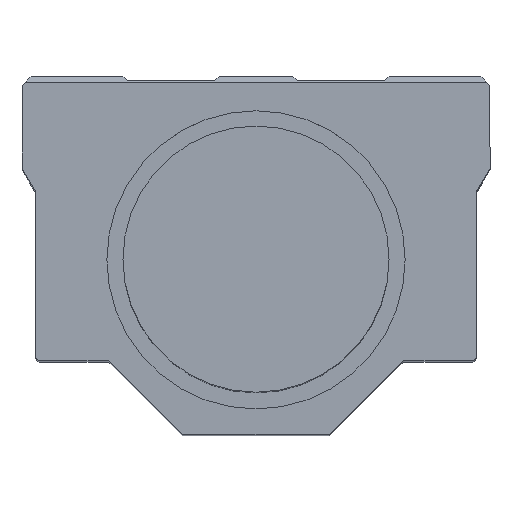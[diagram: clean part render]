
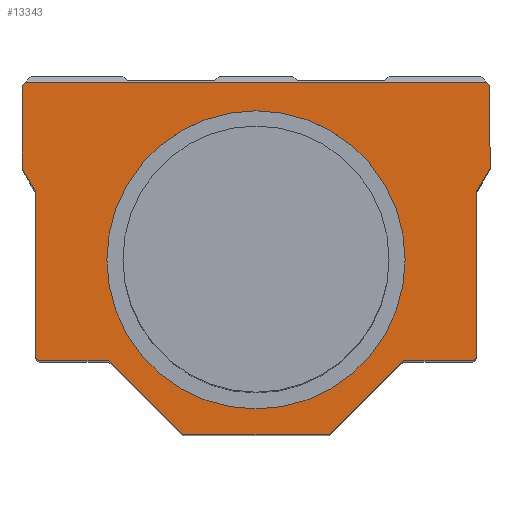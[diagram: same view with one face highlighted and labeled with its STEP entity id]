
A CAD part, top view. The second image highlights one B-rep face of the part: STEP entity #13343.
In plain terms, the highlighted planar face has unit normal (0, 0, 1).
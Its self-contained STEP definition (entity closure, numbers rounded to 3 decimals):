
#205=CARTESIAN_POINT('',(0.0,-32.5,90.0));
#206=VERTEX_POINT('',#205);
#207=CARTESIAN_POINT('',(0.0,0.0,90.0));
#208=DIRECTION('',(0.0,0.0,-1.0));
#209=DIRECTION('',(0.0,-1.0,0.0));
#210=AXIS2_PLACEMENT_3D('',#207,#208,#209);
#211=CIRCLE('',#210,32.5);
#212=EDGE_CURVE('',#206,#206,#211,.T.);
#302=CARTESIAN_POINT('',(47.,-22.,90.0));
#303=VERTEX_POINT('',#302);
#304=CARTESIAN_POINT('',(32.414,-22.,90.0));
#305=VERTEX_POINT('',#304);
#306=CARTESIAN_POINT('',(47.,-22.,90.0));
#307=DIRECTION('',(-1.0,0.0,0.0));
#308=VECTOR('',#307,14.586);
#309=LINE('',#306,#308);
#310=EDGE_CURVE('',#303,#305,#309,.T.);
#444=CARTESIAN_POINT('',(-32.414,-22.,90.0));
#445=VERTEX_POINT('',#444);
#446=CARTESIAN_POINT('',(-47.,-22.,90.0));
#447=VERTEX_POINT('',#446);
#448=CARTESIAN_POINT('',(-32.414,-22.,90.0));
#449=DIRECTION('',(-1.0,0.0,0.0));
#450=VECTOR('',#449,14.586);
#451=LINE('',#448,#450);
#452=EDGE_CURVE('',#445,#447,#451,.T.);
#12176=CARTESIAN_POINT('',(48.0,14.8,90.0));
#12177=VERTEX_POINT('',#12176);
#12178=CARTESIAN_POINT('',(48.,-21.,90.0));
#12179=VERTEX_POINT('',#12178);
#12180=CARTESIAN_POINT('',(48.0,14.8,90.0));
#12181=DIRECTION('',(0.0,-1.0,0.0));
#12182=VECTOR('',#12181,35.8);
#12183=LINE('',#12180,#12182);
#12184=EDGE_CURVE('',#12177,#12179,#12183,.T.);
#12770=CARTESIAN_POINT('',(-51.,38.,90.0));
#12771=VERTEX_POINT('',#12770);
#12778=CARTESIAN_POINT('',(-50.3,38.7,90.0));
#12779=VERTEX_POINT('',#12778);
#12780=CARTESIAN_POINT('',(-51.,38.,90.0));
#12781=DIRECTION('',(0.707,0.707,0.0));
#12782=VECTOR('',#12781,0.99);
#12783=LINE('',#12780,#12782);
#12784=EDGE_CURVE('',#12771,#12779,#12783,.T.);
#12804=CARTESIAN_POINT('',(50.3,38.7,90.0));
#12805=VERTEX_POINT('',#12804);
#12806=CARTESIAN_POINT('',(-50.3,38.7,90.0));
#12807=DIRECTION('',(1.0,0.0,0.0));
#12808=VECTOR('',#12807,100.6);
#12809=LINE('',#12806,#12808);
#12810=EDGE_CURVE('',#12779,#12805,#12809,.T.);
#12901=CARTESIAN_POINT('',(51.,38.,90.0));
#12902=VERTEX_POINT('',#12901);
#12903=CARTESIAN_POINT('',(50.3,38.7,90.0));
#12904=DIRECTION('',(0.707,-0.707,0.0));
#12905=VECTOR('',#12904,0.99);
#12906=LINE('',#12903,#12905);
#12907=EDGE_CURVE('',#12805,#12902,#12906,.T.);
#12940=CARTESIAN_POINT('',(-51.,19.996,90.0));
#12941=VERTEX_POINT('',#12940);
#12948=CARTESIAN_POINT('',(-51.,19.996,90.0));
#12949=DIRECTION('',(0.0,1.0,0.0));
#12950=VECTOR('',#12949,18.004);
#12951=LINE('',#12948,#12950);
#12952=EDGE_CURVE('',#12941,#12771,#12951,.T.);
#13065=CARTESIAN_POINT('',(51.0,19.996,90.0));
#13066=VERTEX_POINT('',#13065);
#13067=CARTESIAN_POINT('',(51.,38.,90.0));
#13068=DIRECTION('',(0.0,-1.0,0.0));
#13069=VECTOR('',#13068,18.004);
#13070=LINE('',#13067,#13069);
#13071=EDGE_CURVE('',#12902,#13066,#13070,.T.);
#13088=CARTESIAN_POINT('',(51.0,19.996,90.0));
#13089=DIRECTION('',(-0.5,-0.866,0.0));
#13090=VECTOR('',#13089,6.);
#13091=LINE('',#13088,#13090);
#13092=EDGE_CURVE('',#13066,#12177,#13091,.T.);
#13121=CARTESIAN_POINT('',(47.,-21.,90.0));
#13122=DIRECTION('',(0.0,0.0,-1.0));
#13123=DIRECTION('',(0.0,-1.0,0.0));
#13124=AXIS2_PLACEMENT_3D('',#13121,#13122,#13123);
#13125=CIRCLE('',#13124,1.0);
#13126=EDGE_CURVE('',#12179,#303,#13125,.T.);
#13139=CARTESIAN_POINT('',(31.707,-22.293,90.0));
#13140=VERTEX_POINT('',#13139);
#13141=CARTESIAN_POINT('',(32.414,-23.,90.0));
#13142=DIRECTION('',(0.0,0.0,1.0));
#13143=DIRECTION('',(0.0,-1.0,0.0));
#13144=AXIS2_PLACEMENT_3D('',#13141,#13142,#13143);
#13145=CIRCLE('',#13144,1.);
#13146=EDGE_CURVE('',#305,#13140,#13145,.T.);
#13164=CARTESIAN_POINT('',(16.,-38.,90.0));
#13165=VERTEX_POINT('',#13164);
#13166=CARTESIAN_POINT('',(31.707,-22.293,90.0));
#13167=DIRECTION('',(-0.707,-0.707,0.0));
#13168=VECTOR('',#13167,22.213);
#13169=LINE('',#13166,#13168);
#13170=EDGE_CURVE('',#13140,#13165,#13169,.T.);
#13188=CARTESIAN_POINT('',(-16.,-38.0,90.0));
#13189=VERTEX_POINT('',#13188);
#13190=CARTESIAN_POINT('',(16.,-38.,90.0));
#13191=DIRECTION('',(-1.0,0.0,0.0));
#13192=VECTOR('',#13191,32.);
#13193=LINE('',#13190,#13192);
#13194=EDGE_CURVE('',#13165,#13189,#13193,.T.);
#13212=CARTESIAN_POINT('',(-31.707,-22.293,90.0));
#13213=VERTEX_POINT('',#13212);
#13214=CARTESIAN_POINT('',(-16.0,-38.0,90.0));
#13215=DIRECTION('',(-0.707,0.707,0.0));
#13216=VECTOR('',#13215,22.213);
#13217=LINE('',#13214,#13216);
#13218=EDGE_CURVE('',#13189,#13213,#13217,.T.);
#13236=CARTESIAN_POINT('',(-32.414,-23.,90.0));
#13237=DIRECTION('',(0.0,0.0,1.0));
#13238=DIRECTION('',(-0.707,-0.707,0.0));
#13239=AXIS2_PLACEMENT_3D('',#13236,#13237,#13238);
#13240=CIRCLE('',#13239,1.);
#13241=EDGE_CURVE('',#13213,#445,#13240,.T.);
#13254=CARTESIAN_POINT('',(-48.,-21.,90.0));
#13255=VERTEX_POINT('',#13254);
#13256=CARTESIAN_POINT('',(-47.,-21.,90.0));
#13257=DIRECTION('',(0.0,0.0,-1.0));
#13258=DIRECTION('',(-1.0,0.0,0.0));
#13259=AXIS2_PLACEMENT_3D('',#13256,#13257,#13258);
#13260=CIRCLE('',#13259,1.0);
#13261=EDGE_CURVE('',#447,#13255,#13260,.T.);
#13279=CARTESIAN_POINT('',(-48.,14.8,90.0));
#13280=VERTEX_POINT('',#13279);
#13281=CARTESIAN_POINT('',(-48.,-21.,90.0));
#13282=DIRECTION('',(0.0,1.0,0.0));
#13283=VECTOR('',#13282,35.8);
#13284=LINE('',#13281,#13283);
#13285=EDGE_CURVE('',#13255,#13280,#13284,.T.);
#13303=CARTESIAN_POINT('',(-48.,14.8,90.0));
#13304=DIRECTION('',(-0.5,0.866,0.0));
#13305=VECTOR('',#13304,6.);
#13306=LINE('',#13303,#13305);
#13307=EDGE_CURVE('',#13280,#12941,#13306,.T.);
#13315=CARTESIAN_POINT('',(0.,5.903,90.0));
#13316=DIRECTION('',(0.0,0.0,1.0));
#13317=DIRECTION('',(1.0,0.0,0.0));
#13318=AXIS2_PLACEMENT_3D('',#13315,#13316,#13317);
#13319=PLANE('',#13318);
#13320=ORIENTED_EDGE('',*,*,#12810,.F.);
#13321=ORIENTED_EDGE('',*,*,#12784,.F.);
#13322=ORIENTED_EDGE('',*,*,#12952,.F.);
#13323=ORIENTED_EDGE('',*,*,#13307,.F.);
#13324=ORIENTED_EDGE('',*,*,#13285,.F.);
#13325=ORIENTED_EDGE('',*,*,#13261,.F.);
#13326=ORIENTED_EDGE('',*,*,#452,.F.);
#13327=ORIENTED_EDGE('',*,*,#13241,.F.);
#13328=ORIENTED_EDGE('',*,*,#13218,.F.);
#13329=ORIENTED_EDGE('',*,*,#13194,.F.);
#13330=ORIENTED_EDGE('',*,*,#13170,.F.);
#13331=ORIENTED_EDGE('',*,*,#13146,.F.);
#13332=ORIENTED_EDGE('',*,*,#310,.F.);
#13333=ORIENTED_EDGE('',*,*,#13126,.F.);
#13334=ORIENTED_EDGE('',*,*,#12184,.F.);
#13335=ORIENTED_EDGE('',*,*,#13092,.F.);
#13336=ORIENTED_EDGE('',*,*,#13071,.F.);
#13337=ORIENTED_EDGE('',*,*,#12907,.F.);
#13338=EDGE_LOOP('',(#13320,#13321,#13322,#13323,#13324,#13325,#13326,#13327,#13328,#13329,#13330,#13331,#13332,#13333,#13334,#13335,#13336,#13337));
#13339=FACE_OUTER_BOUND('',#13338,.T.);
#13340=ORIENTED_EDGE('',*,*,#212,.T.);
#13341=EDGE_LOOP('',(#13340));
#13342=FACE_BOUND('',#13341,.T.);
#13343=ADVANCED_FACE('',(#13339,#13342),#13319,.T.);
